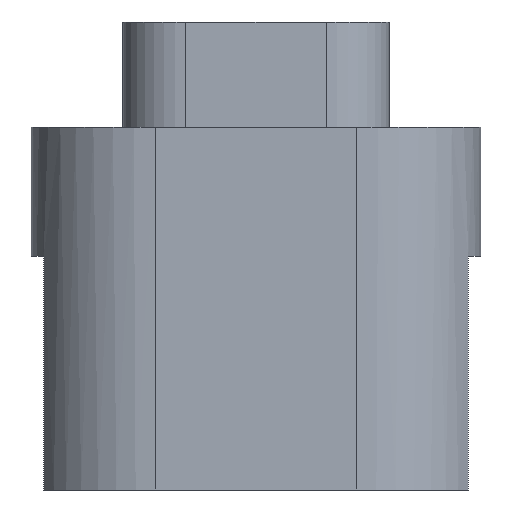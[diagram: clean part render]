
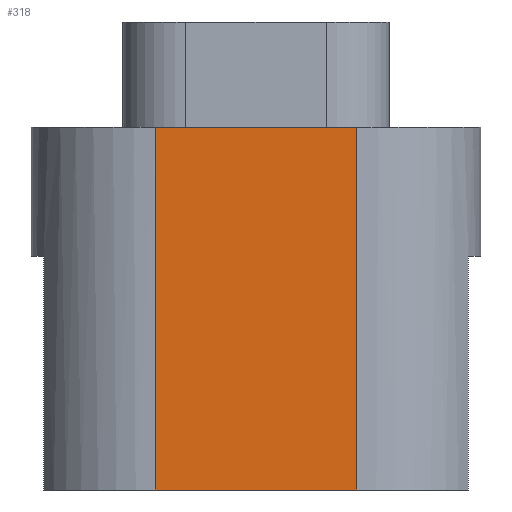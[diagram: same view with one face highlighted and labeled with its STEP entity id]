
A CAD part, front view. The second image highlights one B-rep face of the part: STEP entity #318.
In plain terms, the highlighted planar face has unit normal (0, -1, 0).
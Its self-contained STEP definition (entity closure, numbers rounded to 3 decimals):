
#41 = VERTEX_POINT('',#42);
#42 = CARTESIAN_POINT('',(-2.15,-2.65,7.75));
#49 = EDGE_CURVE('',#50,#41,#52,.T.);
#50 = VERTEX_POINT('',#51);
#51 = CARTESIAN_POINT('',(-2.15,-2.65,0.));
#52 = LINE('',#53,#54);
#53 = CARTESIAN_POINT('',(-2.15,-2.65,0.));
#54 = VECTOR('',#55,1.);
#55 = DIRECTION('',(0.,0.,1.));
#267 = EDGE_CURVE('',#50,#268,#270,.T.);
#268 = VERTEX_POINT('',#269);
#269 = CARTESIAN_POINT('',(2.15,-2.65,0.));
#270 = LINE('',#271,#272);
#271 = CARTESIAN_POINT('',(-2.15,-2.65,0.));
#272 = VECTOR('',#273,1.);
#273 = DIRECTION('',(1.,0.,0.));
#318 = ADVANCED_FACE('',(#319),#337,.F.);
#319 = FACE_BOUND('',#320,.F.);
#320 = EDGE_LOOP('',(#321,#322,#330,#336));
#321 = ORIENTED_EDGE('',*,*,#49,.T.);
#322 = ORIENTED_EDGE('',*,*,#323,.T.);
#323 = EDGE_CURVE('',#41,#324,#326,.T.);
#324 = VERTEX_POINT('',#325);
#325 = CARTESIAN_POINT('',(2.15,-2.65,7.75));
#326 = LINE('',#327,#328);
#327 = CARTESIAN_POINT('',(-2.15,-2.65,7.75));
#328 = VECTOR('',#329,1.);
#329 = DIRECTION('',(1.,0.,0.));
#330 = ORIENTED_EDGE('',*,*,#331,.F.);
#331 = EDGE_CURVE('',#268,#324,#332,.T.);
#332 = LINE('',#333,#334);
#333 = CARTESIAN_POINT('',(2.15,-2.65,0.));
#334 = VECTOR('',#335,1.);
#335 = DIRECTION('',(0.,0.,1.));
#336 = ORIENTED_EDGE('',*,*,#267,.F.);
#337 = PLANE('',#338);
#338 = AXIS2_PLACEMENT_3D('',#339,#340,#341);
#339 = CARTESIAN_POINT('',(-2.15,-2.65,0.));
#340 = DIRECTION('',(0.,1.,0.));
#341 = DIRECTION('',(1.,0.,0.));
